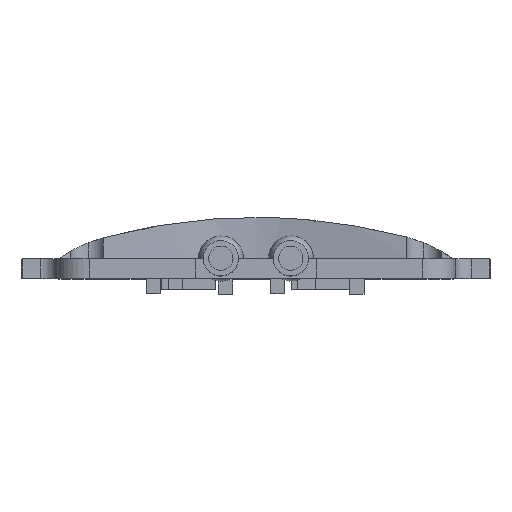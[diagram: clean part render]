
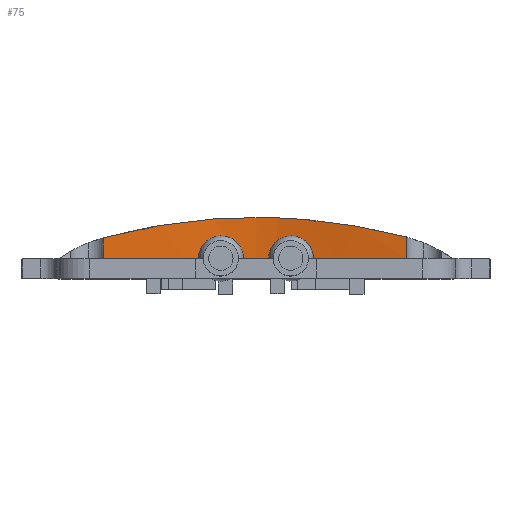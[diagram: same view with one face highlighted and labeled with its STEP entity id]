
A CAD part, top view. The second image highlights one B-rep face of the part: STEP entity #75.
In plain terms, the highlighted free-form (B-spline) face has degree [3, 1] with [7, 2] control points.
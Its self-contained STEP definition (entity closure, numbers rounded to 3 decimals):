
#46 = CARTESIAN_POINT ( 'NONE',  ( 4.615, 5.346, 13.912 ) ) ;
#75 = ADVANCED_FACE ( 'NONE', ( #3866 ), #1552, .T. ) ;
#107 = CARTESIAN_POINT ( 'NONE',  ( 0.885, 5.541, 12.617 ) ) ;
#367 = CARTESIAN_POINT ( 'NONE',  ( -13.863, 3.699, 14.452 ) ) ;
#373 = CARTESIAN_POINT ( 'NONE',  ( -11.04, 4.392, 14.124 ) ) ;
#431 = CARTESIAN_POINT ( 'NONE',  ( 13.678, 3.67, 15.55 ) ) ;
#588 = EDGE_CURVE ( 'NONE', #3797, #4756, #1228, .T. ) ;
#644 = CARTESIAN_POINT ( 'NONE',  ( 10.854, 4.43, 15.209 ) ) ;
#703 = CARTESIAN_POINT ( 'NONE',  ( 11.994, 5.541, 15.36 ) ) ;
#812 = CARTESIAN_POINT ( 'NONE',  ( 2.33, 5.505, 13.428 ) ) ;
#832 = CARTESIAN_POINT ( 'NONE',  ( -12.747, 4.006, 14.293 ) ) ;
#857 = CARTESIAN_POINT ( 'NONE',  ( 13.118, 3.913, 15.487 ) ) ;
#894 = DIRECTION ( 'NONE',  ( 0., -1., 0. ) ) ;
#1016 = CARTESIAN_POINT ( 'NONE',  ( 7.395, 1.8, 14.834 ) ) ;
#1034 = CARTESIAN_POINT ( 'NONE',  ( 4.045, 5.397, 13.781 ) ) ;
#1060 = ORIENTED_EDGE ( 'NONE', *, *, #588, .F. ) ;
#1094 = CARTESIAN_POINT ( 'NONE',  ( 13.678, 3.753, 15.55 ) ) ;
#1203 = CARTESIAN_POINT ( 'NONE',  ( 12.554, 4.053, 15.423 ) ) ;
#1228 = B_SPLINE_CURVE_WITH_KNOTS ( 'NONE', 3,
 ( #3792, #3346, #2911, #1594, #4716, #2031, #5160 ),
 .UNSPECIFIED., .F., .F.,
 ( 4, 1, 1, 1, 4 ),
 ( 0.189, 0.31, 0.519, 0.666, 0.849 ),
 .UNSPECIFIED. ) ;
#1270 = CARTESIAN_POINT ( 'NONE',  ( 0., 5.519, 13.211 ) ) ;
#1292 = CARTESIAN_POINT ( 'NONE',  ( -13.863, 3.699, 14.452 ) ) ;
#1407 = VECTOR ( 'NONE', #894, 1000. ) ;
#1475 = CARTESIAN_POINT ( 'NONE',  ( 1.176, 5.519, 13.247 ) ) ;
#1496 = CARTESIAN_POINT ( 'NONE',  ( 8.012, 4.928, 14.716 ) ) ;
#1552 = B_SPLINE_SURFACE_WITH_KNOTS ( 'NONE', 3, 1, ( 
 ( #1907, #2945 ),
 ( #703, #5640 ),
 ( #3374, #1016 ),
 ( #107, #4126 ),
 ( #5490, #3232 ),
 ( #2345, #2798 ),
 ( #4636, #4103 ) ),
 .UNSPECIFIED., .F., .F., .F.,
 ( 4, 1, 1, 1, 4 ),
 ( 2, 2 ),
 ( 0.189, 0.31, 0.519, 0.666, 0.849 ),
 ( 0., 1. ),
 .UNSPECIFIED. ) ;
#1594 = CARTESIAN_POINT ( 'NONE',  ( 0.885, 1.8, 12.617 ) ) ;
#1668 = CARTESIAN_POINT ( 'NONE',  ( 0., 5.519, 13.211 ) ) ;
#1692 = EDGE_CURVE ( 'NONE', #3946, #5623, #2445, .T. ) ;
#1724 = CARTESIAN_POINT ( 'NONE',  ( -2.35, 5.505, 13.282 ) ) ;
#1905 = LINE ( 'NONE', #4465, #2043 ) ;
#1907 = CARTESIAN_POINT ( 'NONE',  ( 13.678, 5.541, 15.55 ) ) ;
#2031 = CARTESIAN_POINT ( 'NONE',  ( -11.343, 1.8, 14.052 ) ) ;
#2040 = CARTESIAN_POINT ( 'NONE',  ( 5.749, 5.228, 14.183 ) ) ;
#2043 = VECTOR ( 'NONE', #3128, 1000. ) ;
#2114 = CARTESIAN_POINT ( 'NONE',  ( 13.678, 3.753, 15.55 ) ) ;
#2130 = CARTESIAN_POINT ( 'NONE',  ( 11.422, 4.312, 15.284 ) ) ;
#2163 = CARTESIAN_POINT ( 'NONE',  ( -4.676, 5.341, 13.564 ) ) ;
#2294 = EDGE_LOOP ( 'NONE', ( #5481, #1060, #3488, #3125, #3621 ) ) ;
#2345 = CARTESIAN_POINT ( 'NONE',  ( -11.343, 5.541, 14.052 ) ) ;
#2445 = B_SPLINE_CURVE_WITH_KNOTS ( 'NONE', 3,
 ( #1094, #857, #1203, #2130, #644, #5419, #5668, #1496, #3080, #4574, #2040, #46, #1034, #812, #1475, #5506 ),
 .UNSPECIFIED., .F., .F.,
 ( 4, 2, 2, 2, 2, 2, 2, 4 ),
 ( 0., 0.002, 0.004, 0.006, 0.007, 0.009, 0.011, 0.014 ),
 .UNSPECIFIED. ) ;
#2448 = LINE ( 'NONE', #431, #1407 ) ;
#2610 = CARTESIAN_POINT ( 'NONE',  ( -6.417, 5.148, 13.769 ) ) ;
#2798 = CARTESIAN_POINT ( 'NONE',  ( -11.343, 1.8, 14.052 ) ) ;
#2880 = CARTESIAN_POINT ( 'NONE',  ( 13.678, 1.8, 15.55 ) ) ;
#2911 = CARTESIAN_POINT ( 'NONE',  ( 7.395, 1.8, 14.834 ) ) ;
#2945 = CARTESIAN_POINT ( 'NONE',  ( 13.678, 1.8, 15.55 ) ) ;
#3052 = CARTESIAN_POINT ( 'NONE',  ( -9.314, 4.728, 13.993 ) ) ;
#3060 = EDGE_CURVE ( 'NONE', #5623, #3414, #5386, .T. ) ;
#3080 = CARTESIAN_POINT ( 'NONE',  ( 7.446, 5.011, 14.588 ) ) ;
#3125 = ORIENTED_EDGE ( 'NONE', *, *, #1692, .T. ) ;
#3128 = DIRECTION ( 'NONE',  ( 0., 1., 0. ) ) ;
#3232 = CARTESIAN_POINT ( 'NONE',  ( -6.679, 1.8, 13.987 ) ) ;
#3346 = CARTESIAN_POINT ( 'NONE',  ( 11.994, 1.8, 15.36 ) ) ;
#3374 = CARTESIAN_POINT ( 'NONE',  ( 7.395, 5.541, 14.834 ) ) ;
#3414 = VERTEX_POINT ( 'NONE', #367 ) ;
#3488 = ORIENTED_EDGE ( 'NONE', *, *, #5792, .F. ) ;
#3496 = CARTESIAN_POINT ( 'NONE',  ( -11.613, 4.271, 14.173 ) ) ;
#3621 = ORIENTED_EDGE ( 'NONE', *, *, #3060, .T. ) ;
#3792 = CARTESIAN_POINT ( 'NONE',  ( 13.678, 1.8, 15.55 ) ) ;
#3797 = VERTEX_POINT ( 'NONE', #2880 ) ;
#3866 = FACE_OUTER_BOUND ( 'NONE', #2294, .T. ) ;
#3935 = CARTESIAN_POINT ( 'NONE',  ( -13.31, 3.863, 14.364 ) ) ;
#3946 = VERTEX_POINT ( 'NONE', #2114 ) ;
#4103 = CARTESIAN_POINT ( 'NONE',  ( -13.863, 1.8, 14.452 ) ) ;
#4126 = CARTESIAN_POINT ( 'NONE',  ( 0.885, 1.8, 12.617 ) ) ;
#4388 = CARTESIAN_POINT ( 'NONE',  ( -1.182, 5.519, 13.174 ) ) ;
#4465 = CARTESIAN_POINT ( 'NONE',  ( -13.863, 3.67, 14.452 ) ) ;
#4574 = CARTESIAN_POINT ( 'NONE',  ( 6.315, 5.161, 14.322 ) ) ;
#4636 = CARTESIAN_POINT ( 'NONE',  ( -13.863, 5.541, 14.452 ) ) ;
#4716 = CARTESIAN_POINT ( 'NONE',  ( -6.679, 1.8, 13.987 ) ) ;
#4725 = EDGE_CURVE ( 'NONE', #4756, #3414, #1905, .T. ) ;
#4756 = VERTEX_POINT ( 'NONE', #4943 ) ;
#4851 = CARTESIAN_POINT ( 'NONE',  ( -4.096, 5.393, 13.488 ) ) ;
#4943 = CARTESIAN_POINT ( 'NONE',  ( -13.863, 1.8, 14.452 ) ) ;
#5160 = CARTESIAN_POINT ( 'NONE',  ( -13.863, 1.8, 14.452 ) ) ;
#5297 = CARTESIAN_POINT ( 'NONE',  ( -5.837, 5.218, 13.706 ) ) ;
#5386 = B_SPLINE_CURVE_WITH_KNOTS ( 'NONE', 3,
 ( #1270, #4388, #1724, #4851, #2163, #5297, #2610, #5762, #3052, #373, #3496, #832, #3935, #1292 ),
 .UNSPECIFIED., .F., .F.,
 ( 4, 2, 2, 2, 2, 2, 4 ),
 ( 0., 0.004, 0.005, 0.007, 0.011, 0.012, 0.014 ),
 .UNSPECIFIED. ) ;
#5419 = CARTESIAN_POINT ( 'NONE',  ( 9.718, 4.647, 15.037 ) ) ;
#5481 = ORIENTED_EDGE ( 'NONE', *, *, #4725, .F. ) ;
#5490 = CARTESIAN_POINT ( 'NONE',  ( -6.679, 5.541, 13.987 ) ) ;
#5506 = CARTESIAN_POINT ( 'NONE',  ( 0., 5.519, 13.211 ) ) ;
#5623 = VERTEX_POINT ( 'NONE', #1668 ) ;
#5640 = CARTESIAN_POINT ( 'NONE',  ( 11.994, 1.8, 15.36 ) ) ;
#5668 = CARTESIAN_POINT ( 'NONE',  ( 9.149, 4.746, 14.941 ) ) ;
#5762 = CARTESIAN_POINT ( 'NONE',  ( -8.156, 4.915, 13.925 ) ) ;
#5792 = EDGE_CURVE ( 'NONE', #3946, #3797, #2448, .T. ) ;
